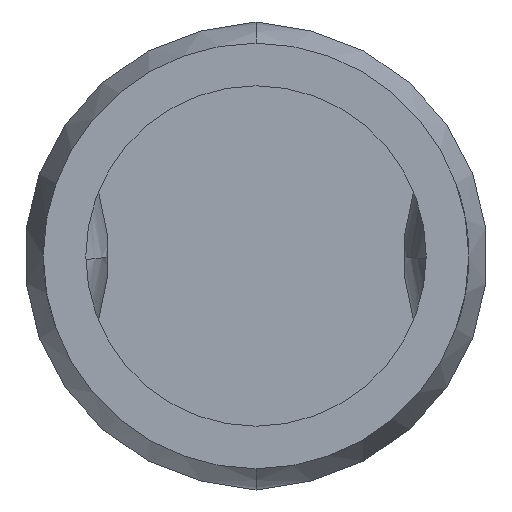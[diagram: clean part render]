
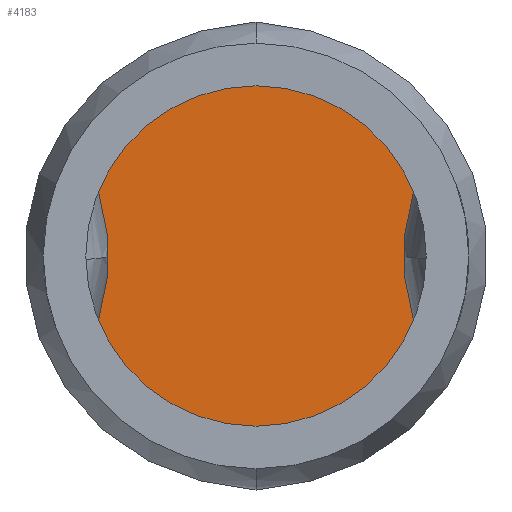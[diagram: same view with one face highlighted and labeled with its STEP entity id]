
A CAD part, front view. The second image highlights one B-rep face of the part: STEP entity #4183.
In plain terms, the highlighted planar face has unit normal (0, -1, 0).
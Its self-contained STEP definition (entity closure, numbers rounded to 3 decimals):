
#719 = DIRECTION ( 'NONE',  ( 0., 0., 1. ) ) ;
#850 = ORIENTED_EDGE ( 'NONE', *, *, #2375, .F. ) ;
#979 = DIRECTION ( 'NONE',  ( 0., 1., 0. ) ) ;
#1406 = DIRECTION ( 'NONE',  ( 0., 0., 1. ) ) ;
#2061 = AXIS2_PLACEMENT_3D ( 'NONE', #2716, #3113, #2262 ) ;
#2189 = CARTESIAN_POINT ( 'NONE',  ( 0., -27.1, 0.4 ) ) ;
#2262 = DIRECTION ( 'NONE',  ( 0., 0., 1. ) ) ;
#2375 = EDGE_CURVE ( 'Defeature ausgef�hrt1_0+Defeature ausgef�hrt1_24+Defeature ausgef�hrt1_24+Defeature ausgef�hrt1_24', #3464, #4819, #3616, .T. ) ;
#2537 = AXIS2_PLACEMENT_3D ( 'NONE', #5514, #979, #1406 ) ;
#2547 = DIRECTION ( 'NONE',  ( 0., 1., 0. ) ) ;
#2716 = CARTESIAN_POINT ( 'NONE',  ( 0., -27.1, 0. ) ) ;
#2803 = PLANE ( 'NONE',  #2537 ) ;
#3107 = CARTESIAN_POINT ( 'NONE',  ( 0., -27.1, -0.4 ) ) ;
#3113 = DIRECTION ( 'NONE',  ( 0., 1., 0. ) ) ;
#3460 = CARTESIAN_POINT ( 'NONE',  ( 0., -27.1, 0. ) ) ;
#3464 = VERTEX_POINT ( 'NONE', #3107 ) ;
#3531 = ORIENTED_EDGE ( 'NONE', *, *, #5204, .F. ) ;
#3616 = CIRCLE ( 'NONE', #2061, 0.4 ) ;
#3987 = CIRCLE ( 'NONE', #4521, 0.4 ) ;
#4183 = ADVANCED_FACE ( 'Defeature ausgef�hrt1_24', ( #5796 ), #2803, .F. ) ;
#4521 = AXIS2_PLACEMENT_3D ( 'NONE', #3460, #2547, #719 ) ;
#4819 = VERTEX_POINT ( 'NONE', #2189 ) ;
#5204 = EDGE_CURVE ( 'Defeature ausgef�hrt1_0+Defeature ausgef�hrt1_24+Defeature ausgef�hrt1_24+Defeature ausgef�hrt1_24', #4819, #3464, #3987, .T. ) ;
#5253 = EDGE_LOOP ( 'NONE', ( #3531, #850 ) ) ;
#5514 = CARTESIAN_POINT ( 'NONE',  ( 0., -27.1, 0. ) ) ;
#5796 = FACE_OUTER_BOUND ( 'NONE', #5253, .T. ) ;
